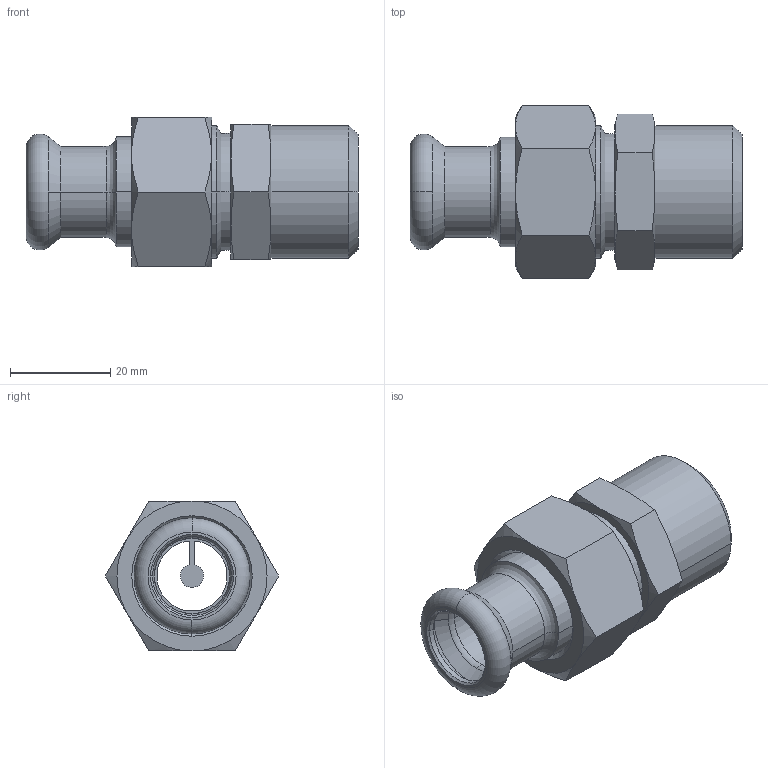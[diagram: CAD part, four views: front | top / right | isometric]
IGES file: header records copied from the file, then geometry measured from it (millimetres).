
Global section: file name: No Iges File Name specified; native system: Autodesk Inventor 2011; preprocessor: AutoDesk Inventor Iges Exporter R2011; author: bruh; date: 20110606.150818; units: millimetre
Bounding box: 66.4 x 34.64 x 30 mm (x, y, z)
Volume: 19638.5 mm3; surface area: 12202.8 mm2
Topology: 2 solids, 2 shells, 103 faces, 233 edges, 141 vertices
Faces by surface type: cone 32, plane 25, revolution 23, cylinder 13, bspline 6, torus 4
